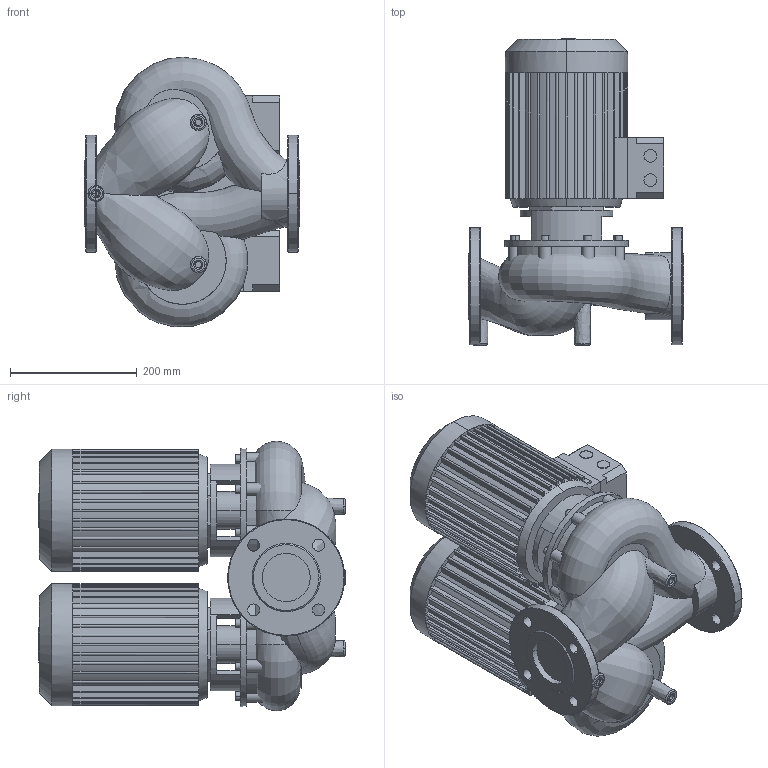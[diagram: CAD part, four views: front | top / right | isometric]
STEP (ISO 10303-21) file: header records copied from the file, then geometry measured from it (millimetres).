
FILE_DESCRIPTION((''),'2;1');
FILE_NAME('3d_DPL65_115-1_5_2-2121261.stp','2016-08-24T10:59:41',(''),(''),'Mechanical Desktop 2009','Mechanical Desktop 2009',', , ');
FILE_SCHEMA(('CONFIG_CONTROL_DESIGN'));
Length unit declared in the file: millimetre
Products named in the file (1): Product
Bounding box: 340 x 483.69 x 426.16 mm (x, y, z)
Volume: 28358048.3 mm3; surface area: 1466089.1 mm2
Topology: 17 solids, 17 shells, 973 faces, 2454 edges, 1561 vertices
Faces by surface type: plane 510, bspline 229, cylinder 220, cone 10, torus 4
Entity records: 47052 total; most frequent: CARTESIAN_POINT 23871, ORIENTED_EDGE 4896, DIRECTION 4701, EDGE_CURVE 2448, AXIS2_PLACEMENT_3D 1671, VERTEX_POINT 1558, VECTOR 1359, LINE 1359
